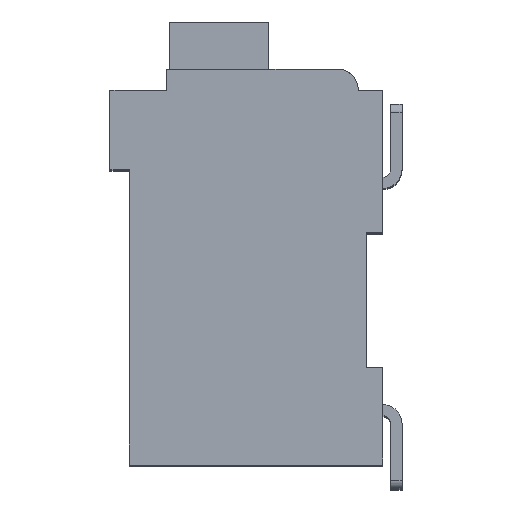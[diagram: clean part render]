
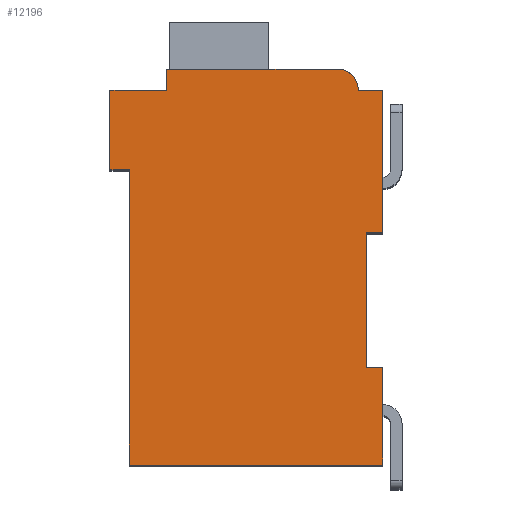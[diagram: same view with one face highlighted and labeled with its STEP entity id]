
A CAD part, top view. The second image highlights one B-rep face of the part: STEP entity #12196.
In plain terms, the highlighted planar face has unit normal (0, 0, 1).
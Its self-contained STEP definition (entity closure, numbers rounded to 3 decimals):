
#3839=DIRECTION('',(1.,0.,0.));
#3840=VECTOR('',#3839,0.5);
#3841=CARTESIAN_POINT('',(7.3,7.15,2.1));
#3842=LINE('',#3841,#3840);
#3843=DIRECTION('',(0.,1.,0.));
#3844=VECTOR('',#3843,4.15);
#3845=CARTESIAN_POINT('',(7.3,3.,2.1));
#3846=LINE('',#3845,#3844);
#3847=DIRECTION('',(-1.,0.,0.));
#3848=VECTOR('',#3847,0.5);
#3849=CARTESIAN_POINT('',(7.8,3.,2.1));
#3850=LINE('',#3849,#3848);
#3851=DIRECTION('',(0.,1.,0.));
#3852=VECTOR('',#3851,3.);
#3853=CARTESIAN_POINT('',(7.8,0.,2.1));
#3854=LINE('',#3853,#3852);
#3855=DIRECTION('',(1.,0.,0.));
#3856=VECTOR('',#3855,7.8);
#3857=CARTESIAN_POINT('',(0.,0.,2.1));
#3858=LINE('',#3857,#3856);
#3859=DIRECTION('',(0.,-1.,0.));
#3860=VECTOR('',#3859,9.1);
#3861=CARTESIAN_POINT('',(0.,9.1,2.1));
#3862=LINE('',#3861,#3860);
#3863=DIRECTION('',(1.,0.,0.));
#3864=VECTOR('',#3863,0.6);
#3865=CARTESIAN_POINT('',(-0.6,9.1,2.1));
#3866=LINE('',#3865,#3864);
#3867=DIRECTION('',(0.,-1.,0.));
#3868=VECTOR('',#3867,2.45);
#3869=CARTESIAN_POINT('',(-0.6,11.55,2.1));
#3870=LINE('',#3869,#3868);
#3871=DIRECTION('',(-1.,0.,0.));
#3872=VECTOR('',#3871,1.75);
#3873=CARTESIAN_POINT('',(1.15,11.55,2.1));
#3874=LINE('',#3873,#3872);
#3875=DIRECTION('',(0.,-1.,0.));
#3876=VECTOR('',#3875,0.65);
#3877=CARTESIAN_POINT('',(1.15,12.2,2.1));
#3878=LINE('',#3877,#3876);
#3879=DIRECTION('',(-1.,0.,0.));
#3880=VECTOR('',#3879,5.25);
#3881=CARTESIAN_POINT('',(6.4,12.2,2.1));
#3882=LINE('',#3881,#3880);
#3883=CARTESIAN_POINT('',(6.4,11.55,2.1));
#3884=DIRECTION('',(0.,0.,1.));
#3885=DIRECTION('',(1.,0.,0.));
#3886=AXIS2_PLACEMENT_3D('',#3883,#3884,#3885);
#3888=DIRECTION('',(-1.,0.,0.));
#3889=VECTOR('',#3888,0.75);
#3890=CARTESIAN_POINT('',(7.8,11.55,2.1));
#3891=LINE('',#3890,#3889);
#3892=DIRECTION('',(0.,1.,0.));
#3893=VECTOR('',#3892,4.4);
#3894=CARTESIAN_POINT('',(7.8,7.15,2.1));
#3895=LINE('',#3894,#3893);
#5792=CARTESIAN_POINT('',(7.3,7.15,2.1));
#5793=CARTESIAN_POINT('',(7.8,7.15,2.1));
#5794=VERTEX_POINT('',#5792);
#5795=VERTEX_POINT('',#5793);
#5796=CARTESIAN_POINT('',(7.8,11.55,2.1));
#5797=VERTEX_POINT('',#5796);
#5798=CARTESIAN_POINT('',(7.05,11.55,2.1));
#5799=VERTEX_POINT('',#5798);
#5800=CARTESIAN_POINT('',(6.4,12.2,2.1));
#5801=VERTEX_POINT('',#5800);
#5802=CARTESIAN_POINT('',(1.15,12.2,2.1));
#5803=VERTEX_POINT('',#5802);
#5804=CARTESIAN_POINT('',(1.15,11.55,2.1));
#5805=VERTEX_POINT('',#5804);
#5806=CARTESIAN_POINT('',(-0.6,11.55,2.1));
#5807=VERTEX_POINT('',#5806);
#5808=CARTESIAN_POINT('',(-0.6,9.1,2.1));
#5809=VERTEX_POINT('',#5808);
#5810=CARTESIAN_POINT('',(0.,9.1,2.1));
#5811=VERTEX_POINT('',#5810);
#5812=CARTESIAN_POINT('',(0.,0.,2.1));
#5813=VERTEX_POINT('',#5812);
#5814=CARTESIAN_POINT('',(7.8,0.,2.1));
#5815=VERTEX_POINT('',#5814);
#5816=CARTESIAN_POINT('',(7.8,3.,2.1));
#5817=VERTEX_POINT('',#5816);
#5818=CARTESIAN_POINT('',(7.3,3.,2.1));
#5819=VERTEX_POINT('',#5818);
#12175=CARTESIAN_POINT('',(0.,0.,2.1));
#12176=DIRECTION('',(0.,0.,1.));
#12177=DIRECTION('',(1.,0.,0.));
#12178=AXIS2_PLACEMENT_3D('',#12175,#12176,#12177);
#12179=PLANE('',#12178);
#12180=ORIENTED_EDGE('',*,*,#7609,.F.);
#12181=ORIENTED_EDGE('',*,*,#7951,.F.);
#12182=ORIENTED_EDGE('',*,*,#9991,.F.);
#12183=ORIENTED_EDGE('',*,*,#10136,.F.);
#12184=ORIENTED_EDGE('',*,*,#10313,.F.);
#12185=ORIENTED_EDGE('',*,*,#10558,.F.);
#12186=ORIENTED_EDGE('',*,*,#10697,.F.);
#12187=ORIENTED_EDGE('',*,*,#10811,.F.);
#12188=ORIENTED_EDGE('',*,*,#10980,.F.);
#12189=ORIENTED_EDGE('',*,*,#11325,.F.);
#12190=ORIENTED_EDGE('',*,*,#11587,.F.);
#12191=ORIENTED_EDGE('',*,*,#11031,.F.);
#12192=ORIENTED_EDGE('',*,*,#11216,.F.);
#12193=ORIENTED_EDGE('',*,*,#7846,.F.);
#12194=EDGE_LOOP('',(#12180,#12181,#12182,#12183,#12184,#12185,#12186,#12187,
#12188,#12189,#12190,#12191,#12192,#12193));
#12195=FACE_OUTER_BOUND('',#12194,.F.);
#3887=CIRCLE('',#3886,0.65);
#7609=EDGE_CURVE('',#5794,#5795,#3842,.T.);
#7846=EDGE_CURVE('',#5795,#5797,#3895,.T.);
#7951=EDGE_CURVE('',#5819,#5794,#3846,.T.);
#9991=EDGE_CURVE('',#5817,#5819,#3850,.T.);
#10136=EDGE_CURVE('',#5815,#5817,#3854,.T.);
#10313=EDGE_CURVE('',#5813,#5815,#3858,.T.);
#10558=EDGE_CURVE('',#5811,#5813,#3862,.T.);
#10697=EDGE_CURVE('',#5809,#5811,#3866,.T.);
#10811=EDGE_CURVE('',#5807,#5809,#3870,.T.);
#10980=EDGE_CURVE('',#5805,#5807,#3874,.T.);
#11031=EDGE_CURVE('',#5799,#5801,#3887,.T.);
#11216=EDGE_CURVE('',#5797,#5799,#3891,.T.);
#11325=EDGE_CURVE('',#5803,#5805,#3878,.T.);
#11587=EDGE_CURVE('',#5801,#5803,#3882,.T.);
#12196=ADVANCED_FACE('',(#12195),#12179,.T.);
